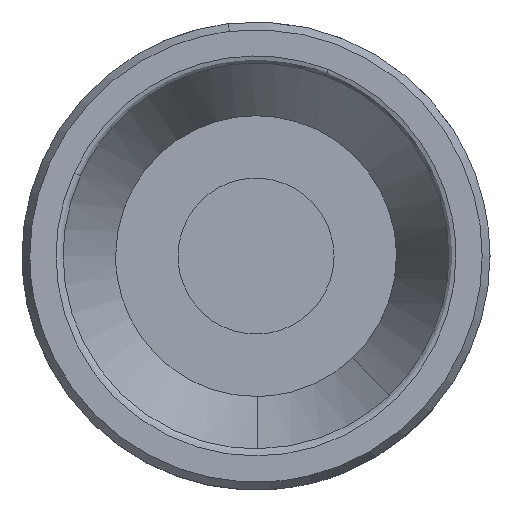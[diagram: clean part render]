
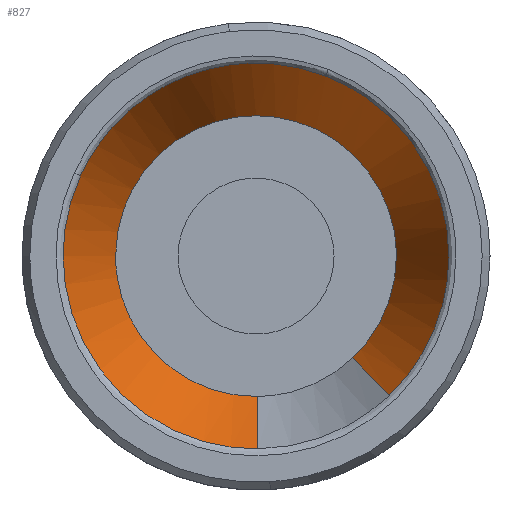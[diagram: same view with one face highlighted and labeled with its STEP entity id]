
A CAD part, top view. The second image highlights one B-rep face of the part: STEP entity #827.
In plain terms, the highlighted free-form (B-spline) face has degree [2, 1] with [9, 2] control points.
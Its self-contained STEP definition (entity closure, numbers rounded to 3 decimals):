
#657=CARTESIAN_POINT('',(6.149,-6.456,10.32));
#658=CARTESIAN_POINT('',(8.949,-3.789,10.32));
#659=CARTESIAN_POINT('',(8.916,0.078,10.32));
#660=CARTESIAN_POINT('',(8.838,8.993,10.32));
#661=CARTESIAN_POINT('',(-0.078,8.916,10.32));
#662=CARTESIAN_POINT('',(-8.993,8.838,10.32));
#663=CARTESIAN_POINT('',(-8.916,-0.078,10.32));
#664=CARTESIAN_POINT('',(-8.838,-8.993,10.32));
#665=CARTESIAN_POINT('',(0.078,-8.916,10.32));
#666=CARTESIAN_POINT('',(8.587,-9.017,17.896));
#667=CARTESIAN_POINT('',(12.498,-5.292,17.896));
#668=CARTESIAN_POINT('',(12.451,0.109,17.896));
#669=CARTESIAN_POINT('',(12.342,12.56,17.896));
#670=CARTESIAN_POINT('',(-0.109,12.451,17.896));
#671=CARTESIAN_POINT('',(-12.56,12.342,17.896));
#672=CARTESIAN_POINT('',(-12.451,-0.109,17.896));
#673=CARTESIAN_POINT('',(-12.342,-12.56,17.896));
#674=CARTESIAN_POINT('',(0.109,-12.451,17.896));
#682=(BOUNDED_SURFACE()B_SPLINE_SURFACE(2,1,((#657,#666),(#658,#667),(#659,#668),(#660,#669),(#661,#670),(#662,#671),(#663,#672),(#664,#673),(#665,#674)),.UNSPECIFIED.,.F.,.F.,.U.)B_SPLINE_SURFACE_WITH_KNOTS((3,2,2,2,3),(2,2),(0.0,10.728,31.358,51.989,72.619),(0.0,8.361),.UNSPECIFIED.)GEOMETRIC_REPRESENTATION_ITEM()RATIONAL_B_SPLINE_SURFACE(((0.854,0.854),(0.848,0.848),(1.0,1.0),(0.707,0.707),(1.0,1.0),(0.707,0.707),(1.0,1.0),(0.707,0.707),(1.0,1.0)))REPRESENTATION_ITEM('')SURFACE());
#683=CARTESIAN_POINT('',(8.528,-8.954,17.711));
#684=VERTEX_POINT('',#683);
#685=CARTESIAN_POINT('',(12.365,0.0,17.711));
#686=VERTEX_POINT('',#685);
#687=CARTESIAN_POINT('',(8.528,-8.954,17.711));
#688=CARTESIAN_POINT('',(12.365,-5.3,17.711));
#689=CARTESIAN_POINT('',(12.365,0.0,17.711));
#697=(BOUNDED_CURVE()B_SPLINE_CURVE(2,(#687,#688,#689),.UNSPECIFIED.,.F.,.U.)B_SPLINE_CURVE_WITH_KNOTS((3,3),(0.871,1.0),.UNSPECIFIED.)CURVE()GEOMETRIC_REPRESENTATION_ITEM()RATIONAL_B_SPLINE_CURVE((0.854,0.849,1.0))REPRESENTATION_ITEM(''));
#698=EDGE_CURVE('',#684,#686,#697,.T.);
#699=ORIENTED_EDGE('',*,*,#698,.T.);
#700=CARTESIAN_POINT('',(4.472,11.528,17.711));
#701=VERTEX_POINT('',#700);
#702=CARTESIAN_POINT('',(12.365,0.0,17.711));
#703=CARTESIAN_POINT('',(12.365,8.467,17.711));
#704=CARTESIAN_POINT('',(4.472,11.528,17.711));
#712=(BOUNDED_CURVE()B_SPLINE_CURVE(2,(#702,#703,#704),.UNSPECIFIED.,.F.,.U.)B_SPLINE_CURVE_WITH_KNOTS((3,3),(0.0,0.189),.UNSPECIFIED.)CURVE()GEOMETRIC_REPRESENTATION_ITEM()RATIONAL_B_SPLINE_CURVE((1.0,0.779,0.891))REPRESENTATION_ITEM(''));
#713=EDGE_CURVE('',#686,#701,#712,.T.);
#714=ORIENTED_EDGE('',*,*,#713,.T.);
#715=CARTESIAN_POINT('',(-11.254,5.124,17.711));
#716=VERTEX_POINT('',#715);
#717=CARTESIAN_POINT('',(4.472,11.528,17.711));
#718=CARTESIAN_POINT('',(2.314,12.365,17.711));
#719=CARTESIAN_POINT('',(0.0,12.365,17.711));
#720=CARTESIAN_POINT('',(-7.957,12.365,17.711));
#721=CARTESIAN_POINT('',(-11.254,5.124,17.711));
#729=(BOUNDED_CURVE()B_SPLINE_CURVE(2,(#717,#718,#719,#720,#721),.UNSPECIFIED.,.F.,.U.)B_SPLINE_CURVE_WITH_KNOTS((3,2,3),(0.189,0.25,0.43),.UNSPECIFIED.)CURVE()GEOMETRIC_REPRESENTATION_ITEM()RATIONAL_B_SPLINE_CURVE((0.891,0.928,1.0,0.79,0.882))REPRESENTATION_ITEM(''));
#730=EDGE_CURVE('',#701,#716,#729,.T.);
#731=ORIENTED_EDGE('',*,*,#730,.T.);
#732=CARTESIAN_POINT('',(-12.365,0.0,17.711));
#733=VERTEX_POINT('',#732);
#734=CARTESIAN_POINT('',(-11.254,5.124,17.711));
#735=CARTESIAN_POINT('',(-12.365,2.683,17.711));
#736=CARTESIAN_POINT('',(-12.365,0.0,17.711));
#744=(BOUNDED_CURVE()B_SPLINE_CURVE(2,(#734,#735,#736),.UNSPECIFIED.,.F.,.U.)B_SPLINE_CURVE_WITH_KNOTS((3,3),(0.43,0.5),.UNSPECIFIED.)CURVE()GEOMETRIC_REPRESENTATION_ITEM()RATIONAL_B_SPLINE_CURVE((0.882,0.918,1.0))REPRESENTATION_ITEM(''));
#745=EDGE_CURVE('',#716,#733,#744,.T.);
#746=ORIENTED_EDGE('',*,*,#745,.T.);
#747=CARTESIAN_POINT('',(0.108,-12.365,17.711));
#748=VERTEX_POINT('',#747);
#749=CARTESIAN_POINT('',(-12.365,0.0,17.711));
#750=CARTESIAN_POINT('',(-12.365,-12.365,17.711));
#751=CARTESIAN_POINT('',(0.0,-12.365,17.711));
#752=CARTESIAN_POINT('',(0.054,-12.365,17.711));
#753=CARTESIAN_POINT('',(0.108,-12.365,17.711));
#761=(BOUNDED_CURVE()B_SPLINE_CURVE(2,(#749,#750,#751,#752,#753),.UNSPECIFIED.,.F.,.U.)B_SPLINE_CURVE_WITH_KNOTS((3,2,3),(0.5,0.75,0.752),.UNSPECIFIED.)CURVE()GEOMETRIC_REPRESENTATION_ITEM()RATIONAL_B_SPLINE_CURVE((1.0,0.707,1.0,0.998,0.996))REPRESENTATION_ITEM(''));
#762=EDGE_CURVE('',#733,#748,#761,.T.);
#763=ORIENTED_EDGE('',*,*,#762,.T.);
#764=CARTESIAN_POINT('',(0.079,-9.,10.5));
#765=VERTEX_POINT('',#764);
#766=CARTESIAN_POINT('',(0.079,-9.,10.5));
#767=CARTESIAN_POINT('',(0.108,-12.365,17.711));
#768=QUASI_UNIFORM_CURVE('',1,(#766,#767),.UNSPECIFIED.,.F.,.U.);
#769=EDGE_CURVE('',#765,#748,#768,.T.);
#770=ORIENTED_EDGE('',*,*,#769,.F.);
#771=CARTESIAN_POINT('',(-9.0,0.0,10.5));
#772=VERTEX_POINT('',#771);
#773=CARTESIAN_POINT('',(0.079,-9.,10.5));
#774=CARTESIAN_POINT('',(0.039,-9.0,10.5));
#775=CARTESIAN_POINT('',(0.0,-9.0,10.5));
#776=CARTESIAN_POINT('',(-9.0,-9.0,10.5));
#777=CARTESIAN_POINT('',(-9.0,0.0,10.5));
#785=(BOUNDED_CURVE()B_SPLINE_CURVE(2,(#773,#774,#775,#776,#777),.UNSPECIFIED.,.F.,.U.)B_SPLINE_CURVE_WITH_KNOTS((3,2,3),(0.748,0.75,1.0),.UNSPECIFIED.)CURVE()GEOMETRIC_REPRESENTATION_ITEM()RATIONAL_B_SPLINE_CURVE((0.996,0.998,1.0,0.707,1.0))REPRESENTATION_ITEM(''));
#786=EDGE_CURVE('',#765,#772,#785,.T.);
#787=ORIENTED_EDGE('',*,*,#786,.T.);
#788=CARTESIAN_POINT('',(9.0,0.0,10.5));
#789=VERTEX_POINT('',#788);
#790=CARTESIAN_POINT('',(-9.0,0.0,10.5));
#791=CARTESIAN_POINT('',(-9.0,9.0,10.5));
#792=CARTESIAN_POINT('',(0.0,9.0,10.5));
#793=CARTESIAN_POINT('',(9.0,9.0,10.5));
#794=CARTESIAN_POINT('',(9.0,0.0,10.5));
#802=(BOUNDED_CURVE()B_SPLINE_CURVE(2,(#790,#791,#792,#793,#794),.UNSPECIFIED.,.F.,.U.)B_SPLINE_CURVE_WITH_KNOTS((3,2,3),(0.0,0.25,0.5),.UNSPECIFIED.)CURVE()GEOMETRIC_REPRESENTATION_ITEM()RATIONAL_B_SPLINE_CURVE((1.0,0.707,1.0,0.707,1.0))REPRESENTATION_ITEM(''));
#803=EDGE_CURVE('',#772,#789,#802,.T.);
#804=ORIENTED_EDGE('',*,*,#803,.T.);
#805=CARTESIAN_POINT('',(6.207,-6.517,10.5));
#806=VERTEX_POINT('',#805);
#807=CARTESIAN_POINT('',(9.0,0.0,10.5));
#808=CARTESIAN_POINT('',(9.0,-3.857,10.5));
#809=CARTESIAN_POINT('',(6.207,-6.517,10.5));
#817=(BOUNDED_CURVE()B_SPLINE_CURVE(2,(#807,#808,#809),.UNSPECIFIED.,.F.,.U.)B_SPLINE_CURVE_WITH_KNOTS((3,3),(0.5,0.629),.UNSPECIFIED.)CURVE()GEOMETRIC_REPRESENTATION_ITEM()RATIONAL_B_SPLINE_CURVE((1.0,0.849,0.854))REPRESENTATION_ITEM(''));
#818=EDGE_CURVE('',#789,#806,#817,.T.);
#819=ORIENTED_EDGE('',*,*,#818,.T.);
#820=CARTESIAN_POINT('',(6.207,-6.517,10.5));
#821=CARTESIAN_POINT('',(8.528,-8.954,17.711));
#822=QUASI_UNIFORM_CURVE('',1,(#820,#821),.UNSPECIFIED.,.F.,.U.);
#823=EDGE_CURVE('',#806,#684,#822,.T.);
#824=ORIENTED_EDGE('',*,*,#823,.T.);
#825=EDGE_LOOP('',(#699,#714,#731,#746,#763,#770,#787,#804,#819,#824));
#826=FACE_OUTER_BOUND('',#825,.T.);
#827=ADVANCED_FACE('',(#826),#682,.F.);
